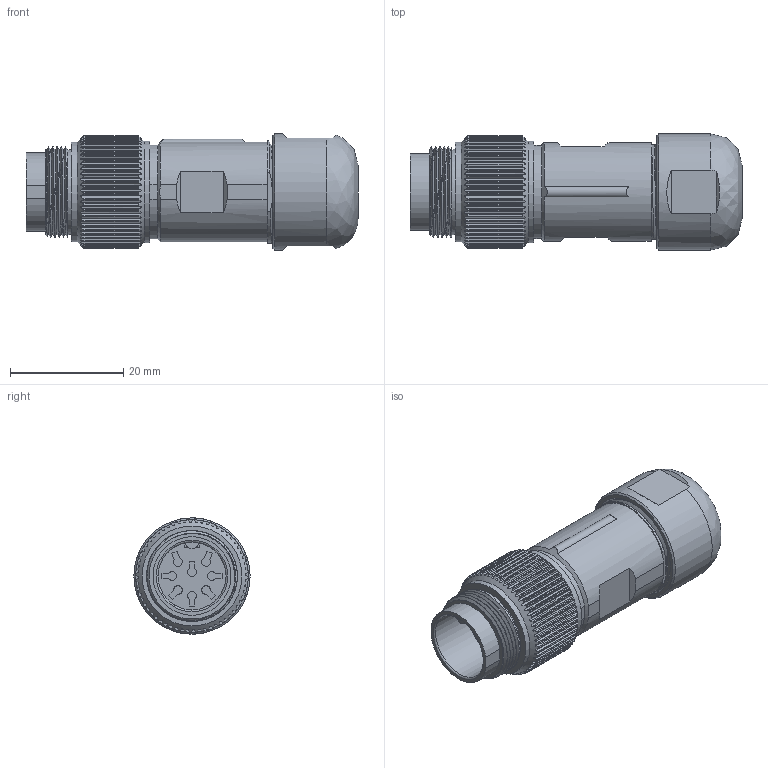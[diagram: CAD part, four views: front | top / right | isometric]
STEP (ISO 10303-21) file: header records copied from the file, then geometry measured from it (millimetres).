
FILE_DESCRIPTION(/* description */ (''),/* implementation_level */ '2;1');
FILE_NAME(/* name */ 'c091 11h008 000 4 unxc001-01.stp',/* time_stamp */ '2019-07-08T13:00:11+02:00',/* author */ (''),/* organization */ (''),/* preprocessor_version */ 'ST-DEVELOPER v16.7',/* originating_system */ 'SIEMENS PLM Software NX 12.0',/* authorisation */ '');
FILE_SCHEMA (('AUTOMOTIVE_DESIGN { 1 0 10303 214 3 1 1 1 }'));
Length unit declared in the file: millimetre
Products named in the file (1): c091 11h008 000 4 unxc001-01
Bounding box: 58.52 x 20.5 x 20.5 mm (x, y, z)
Volume: 13922.8 mm3; surface area: 4925 mm2
Topology: 1 solids, 1 shells, 497 faces, 1433 edges, 951 vertices
Faces by surface type: cylinder 275, plane 202, bspline 10, cone 9, torus 1
Full cylindrical faces by diameter (mm): 6.5 x1, 8.5 x1, 12 x1, 15 x5, 17.6 x1, 17.9 x1, 20.5 x1
Entity records: 19078 total; most frequent: CARTESIAN_POINT 7383, ORIENTED_EDGE 2790, DIRECTION 1807, EDGE_CURVE 1395, VERTEX_POINT 934, AXIS2_PLACEMENT_3D 700, B_SPLINE_CURVE_WITH_KNOTS 651, EDGE_LOOP 523
